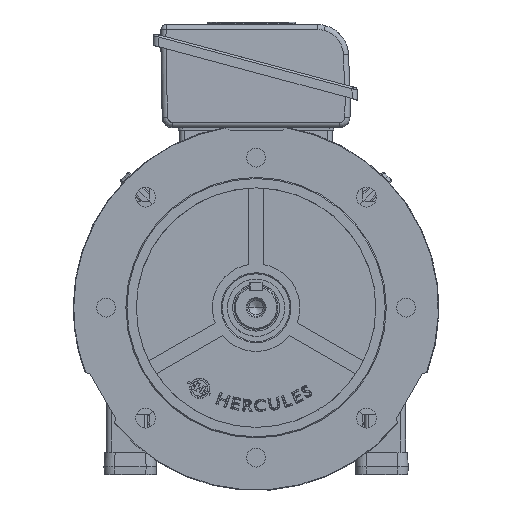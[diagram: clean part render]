
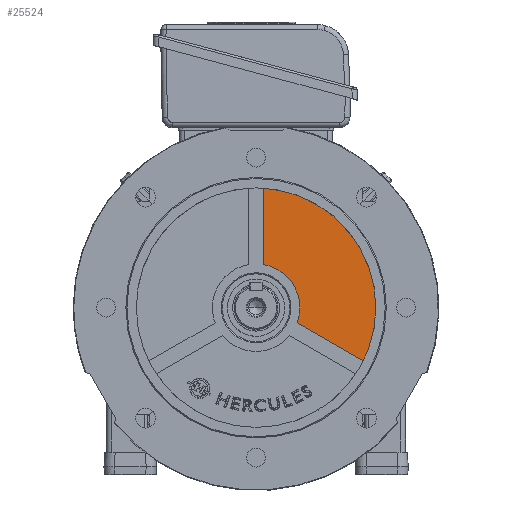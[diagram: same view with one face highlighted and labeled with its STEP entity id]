
A CAD part, top view. The second image highlights one B-rep face of the part: STEP entity #25524.
In plain terms, the highlighted face is planar.
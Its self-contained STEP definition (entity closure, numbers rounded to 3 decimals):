
#503 = CIRCLE ( 'NONE', #70644, 42. ) ;
#1945 = CARTESIAN_POINT ( 'NONE',  ( -6., 0., 0. ) ) ;
#2313 = ORIENTED_EDGE ( 'NONE', *, *, #5086, .T. ) ;
#5086 = EDGE_CURVE ( 'NONE', #93068, #38832, #503, .T. ) ;
#7743 = CARTESIAN_POINT ( 'NONE',  ( -6., 0., 0. ) ) ;
#12554 = DIRECTION ( 'NONE',  ( 1., 0., 0. ) ) ;
#12728 = DIRECTION ( 'NONE',  ( 0., 0., 1. ) ) ;
#15129 = CARTESIAN_POINT ( 'NONE',  ( -6., 41.413, 7. ) ) ;
#20528 = VECTOR ( 'NONE', #36967, 1000. ) ;
#20678 = CARTESIAN_POINT ( 'NONE',  ( -6., 0., 0. ) ) ;
#21832 = AXIS2_PLACEMENT_3D ( 'NONE', #20678, #88489, #107355 ) ;
#22138 = PLANE ( 'NONE',  #108722 ) ;
#25524 = ADVANCED_FACE ( 'NONE', ( #108221 ), #22138, .T. ) ;
#30799 = CARTESIAN_POINT ( 'NONE',  ( -6., -51.331, 102.908 ) ) ;
#32839 = ORIENTED_EDGE ( 'NONE', *, *, #105608, .F. ) ;
#36967 = DIRECTION ( 'NONE',  ( 0., -1., 0. ) ) ;
#38094 = DIRECTION ( 'NONE',  ( 0., -0.5, 0.866 ) ) ;
#38832 = VERTEX_POINT ( 'NONE', #39326 ) ;
#39326 = CARTESIAN_POINT ( 'NONE',  ( -6., -14.644, 39.364 ) ) ;
#42868 = CIRCLE ( 'NONE', #107043, 115. ) ;
#46464 = VERTEX_POINT ( 'NONE', #30799 ) ;
#50899 = DIRECTION ( 'NONE',  ( 0., 0., -1. ) ) ;
#54227 = DIRECTION ( 'NONE',  ( 0., 0., -1. ) ) ;
#60458 = CARTESIAN_POINT ( 'NONE',  ( -6., 115., 0. ) ) ;
#68957 = VECTOR ( 'NONE', #38094, 1000. ) ;
#70644 = AXIS2_PLACEMENT_3D ( 'NONE', #1945, #12554, #50899 ) ;
#74505 = LINE ( 'NONE', #93367, #68957 ) ;
#75273 = EDGE_CURVE ( 'NONE', #86151, #93068, #84669, .T. ) ;
#75980 = CIRCLE ( 'NONE', #21832, 115. ) ;
#78834 = CARTESIAN_POINT ( 'NONE',  ( -6., 114.787, 7. ) ) ;
#79048 = CARTESIAN_POINT ( 'NONE',  ( -6., 0., 115. ) ) ;
#79284 = EDGE_CURVE ( 'NONE', #86151, #90163, #42868, .T. ) ;
#84669 = LINE ( 'NONE', #85907, #20528 ) ;
#85907 = CARTESIAN_POINT ( 'NONE',  ( -6., 119.796, 7. ) ) ;
#86069 = EDGE_CURVE ( 'NONE', #38832, #46464, #74505, .T. ) ;
#86151 = VERTEX_POINT ( 'NONE', #78834 ) ;
#87044 = ORIENTED_EDGE ( 'NONE', *, *, #86069, .T. ) ;
#88489 = DIRECTION ( 'NONE',  ( 1., 0., 0. ) ) ;
#90163 = VERTEX_POINT ( 'NONE', #79048 ) ;
#93068 = VERTEX_POINT ( 'NONE', #15129 ) ;
#93367 = CARTESIAN_POINT ( 'NONE',  ( -6., -53.836, 107.246 ) ) ;
#95941 = ORIENTED_EDGE ( 'NONE', *, *, #75273, .T. ) ;
#98795 = DIRECTION ( 'NONE',  ( -1., 0., 0. ) ) ;
#101335 = DIRECTION ( 'NONE',  ( 1., 0., 0. ) ) ;
#104244 = EDGE_LOOP ( 'NONE', ( #95941, #2313, #87044, #32839, #123880 ) ) ;
#105608 = EDGE_CURVE ( 'NONE', #90163, #46464, #75980, .T. ) ;
#107043 = AXIS2_PLACEMENT_3D ( 'NONE', #7743, #101335, #54227 ) ;
#107355 = DIRECTION ( 'NONE',  ( 0., 0., -1. ) ) ;
#108221 = FACE_OUTER_BOUND ( 'NONE', #104244, .T. ) ;
#108722 = AXIS2_PLACEMENT_3D ( 'NONE', #60458, #98795, #12728 ) ;
#123880 = ORIENTED_EDGE ( 'NONE', *, *, #79284, .F. ) ;
